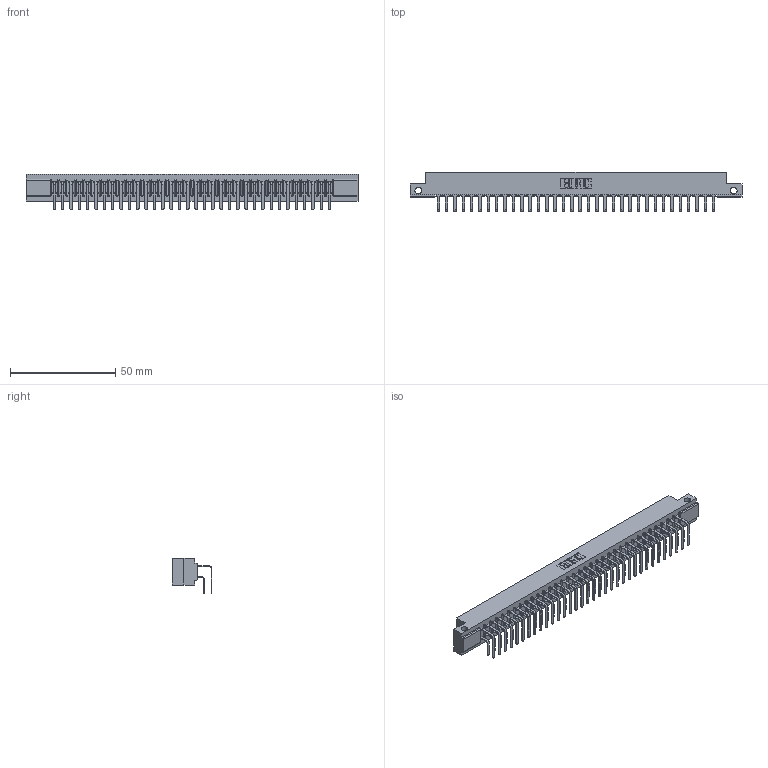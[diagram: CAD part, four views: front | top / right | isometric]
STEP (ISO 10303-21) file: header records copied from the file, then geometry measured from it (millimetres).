
FILE_DESCRIPTION (( 'STEP AP203' ), '1' );
FILE_NAME ('307-034-458-112.STEP', '2020-09-28T20:53:04', ( '' ), ( '' ), 'SwSTEP 2.0', 'SolidWorks 2020', '' );
FILE_SCHEMA (( 'CONFIG_CONTROL_DESIGN' ));
Length unit declared in the file: inch
Products named in the file (4): 307-290-001_558 - 2 (Single); 307-034-458-112; 307 Part_.128 Dia Side Mounting Holes; 307-290-001_558 559 - 1 (Single)
Assembly tree (69 placements, depth 2):
  307-034-458-112
    307 Part_.128 Dia Side Mounting Holes
    307-290-001_558 559 - 1 (Single)  x34
    307-290-001_558 - 2 (Single)  x34
Bounding box: 157.73 x 18.96 x 16.8 mm (x, y, z)
Volume: 16875.8 mm3; surface area: 22228.7 mm2
Topology: 69 solids, 69 shells, 3553 faces, 9979 edges, 6466 vertices
Faces by surface type: plane 2314, cylinder 1169, sphere 70
Entity records: 32671 total; most frequent: CARTESIAN_POINT 5348, ORIENTED_EDGE 5298, DIRECTION 5241, EDGE_CURVE 2649, LINE 2027, VECTOR 2027, VERTEX_POINT 1714, AXIS2_PLACEMENT_3D 1607
